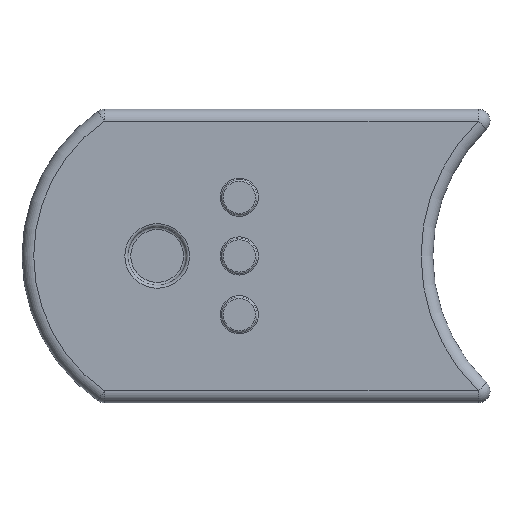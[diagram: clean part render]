
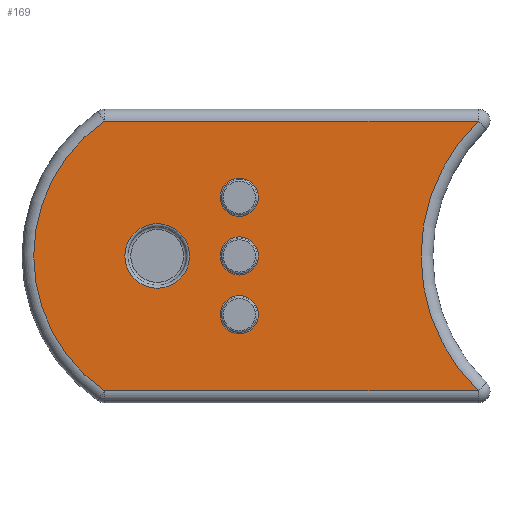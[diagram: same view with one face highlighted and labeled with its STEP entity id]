
A CAD part, top view. The second image highlights one B-rep face of the part: STEP entity #169.
In plain terms, the highlighted planar face has unit normal (0, 0, 1).
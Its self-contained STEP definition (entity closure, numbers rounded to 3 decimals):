
#40=PLANE('',#694);
#64=LINE('',#1004,#82);
#67=LINE('',#1030,#85);
#82=VECTOR('',#795,1.);
#85=VECTOR('',#830,1.);
#169=ADVANCED_FACE('',(#207,#208,#209,#210,#211),#40,.T.);
#207=FACE_BOUND('',#271,.T.);
#208=FACE_BOUND('',#272,.T.);
#209=FACE_BOUND('',#273,.T.);
#210=FACE_BOUND('',#274,.T.);
#211=FACE_BOUND('',#275,.T.);
#271=EDGE_LOOP('',(#412));
#272=EDGE_LOOP('',(#413));
#273=EDGE_LOOP('',(#414));
#274=EDGE_LOOP('',(#415));
#275=EDGE_LOOP('',(#416,#417,#418,#419));
#412=ORIENTED_EDGE('',*,*,#549,.T.);
#413=ORIENTED_EDGE('',*,*,#550,.T.);
#414=ORIENTED_EDGE('',*,*,#551,.T.);
#415=ORIENTED_EDGE('',*,*,#552,.T.);
#416=ORIENTED_EDGE('',*,*,#533,.T.);
#417=ORIENTED_EDGE('',*,*,#523,.T.);
#418=ORIENTED_EDGE('',*,*,#519,.T.);
#419=ORIENTED_EDGE('',*,*,#529,.T.);
#461=VERTEX_POINT('',#995);
#465=VERTEX_POINT('',#1003);
#466=VERTEX_POINT('',#1008);
#471=VERTEX_POINT('',#1023);
#477=VERTEX_POINT('',#1067);
#478=VERTEX_POINT('',#1069);
#479=VERTEX_POINT('',#1071);
#480=VERTEX_POINT('',#1073);
#519=EDGE_CURVE('',#461,#465,#64,.T.);
#523=EDGE_CURVE('',#466,#461,#589,.T.);
#529=EDGE_CURVE('',#465,#471,#595,.T.);
#533=EDGE_CURVE('',#471,#466,#67,.T.);
#549=EDGE_CURVE('',#477,#477,#603,.T.);
#550=EDGE_CURVE('',#478,#478,#604,.T.);
#551=EDGE_CURVE('',#479,#479,#605,.T.);
#552=EDGE_CURVE('',#480,#480,#606,.T.);
#589=CIRCLE('',#656,32.);
#595=CIRCLE('',#665,28.);
#603=CIRCLE('',#690,5.5);
#604=CIRCLE('',#691,3.25);
#605=CIRCLE('',#692,3.25);
#606=CIRCLE('',#693,3.25);
#656=AXIS2_PLACEMENT_3D('',#1011,#803,#804);
#665=AXIS2_PLACEMENT_3D('',#1024,#821,#822);
#690=AXIS2_PLACEMENT_3D('',#1066,#883,#884);
#691=AXIS2_PLACEMENT_3D('',#1068,#885,#886);
#692=AXIS2_PLACEMENT_3D('',#1070,#887,#888);
#693=AXIS2_PLACEMENT_3D('',#1072,#889,#890);
#694=AXIS2_PLACEMENT_3D('',#1074,#891,#892);
#795=DIRECTION('',(-1.,0.,0.));
#803=DIRECTION('',(0.,0.,-1.));
#804=DIRECTION('',(1.,0.,0.));
#821=DIRECTION('',(0.,0.,1.));
#822=DIRECTION('',(1.,0.,0.));
#830=DIRECTION('',(1.,0.,0.));
#883=DIRECTION('',(0.,0.,-1.));
#884=DIRECTION('',(1.,0.,0.));
#885=DIRECTION('',(0.,0.,-1.));
#886=DIRECTION('',(1.,0.,0.));
#887=DIRECTION('',(0.,0.,-1.));
#888=DIRECTION('',(1.,0.,0.));
#889=DIRECTION('',(0.,0.,-1.));
#890=DIRECTION('',(1.,0.,0.));
#891=DIRECTION('',(0.,0.,1.));
#892=DIRECTION('',(1.,0.,0.));
#995=CARTESIAN_POINT('',(64.335,-2.,5.));
#1003=CARTESIAN_POINT('',(0.614,-2.,5.));
#1004=CARTESIAN_POINT('',(35.,-2.,5.));
#1008=CARTESIAN_POINT('',(64.335,-48.,5.));
#1011=CARTESIAN_POINT('',(86.583,-25.,5.));
#1023=CARTESIAN_POINT('',(0.614,-48.,5.));
#1024=CARTESIAN_POINT('',(16.583,-25.,5.));
#1030=CARTESIAN_POINT('',(35.,-48.,5.));
#1066=CARTESIAN_POINT('',(9.614,-25.,5.));
#1067=CARTESIAN_POINT('',(15.114,-25.,5.));
#1068=CARTESIAN_POINT('',(23.614,-35.,5.));
#1069=CARTESIAN_POINT('',(26.864,-35.,5.));
#1070=CARTESIAN_POINT('',(23.614,-25.,5.));
#1071=CARTESIAN_POINT('',(26.864,-25.,5.));
#1072=CARTESIAN_POINT('',(23.614,-15.,5.));
#1073=CARTESIAN_POINT('',(26.864,-15.,5.));
#1074=CARTESIAN_POINT('',(35.,-25.,5.));
